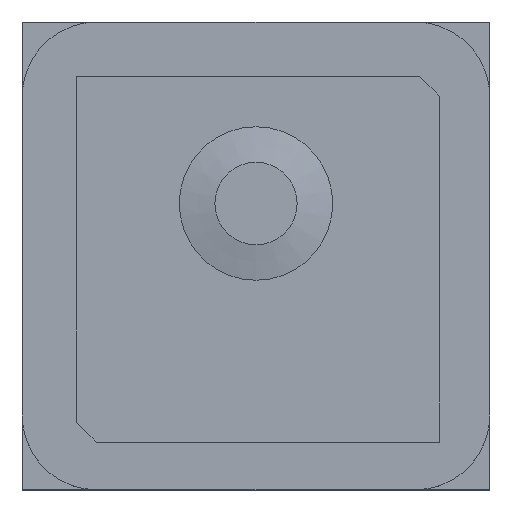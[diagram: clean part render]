
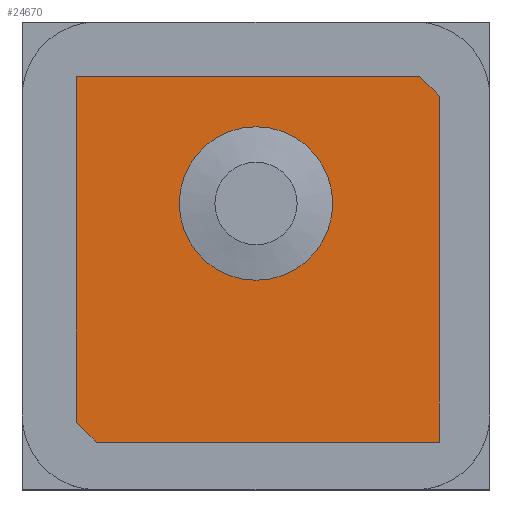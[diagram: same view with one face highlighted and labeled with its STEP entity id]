
A CAD part, top view. The second image highlights one B-rep face of the part: STEP entity #24670.
In plain terms, the highlighted planar face has unit normal (0, 0, 1).
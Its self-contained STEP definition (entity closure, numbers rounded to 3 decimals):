
#23433 = EDGE_CURVE('',#23434,#23436,#23438,.T.);
#23434 = VERTEX_POINT('',#23435);
#23435 = CARTESIAN_POINT('',(9.8,-9.95,6.6));
#23436 = VERTEX_POINT('',#23437);
#23437 = CARTESIAN_POINT('',(-8.539,-9.95,6.6));
#23438 = LINE('',#23439,#23440);
#23439 = CARTESIAN_POINT('',(9.8,-9.95,6.6));
#23440 = VECTOR('',#23441,1.);
#23441 = DIRECTION('',(-1.,0.,0.));
#23443 = EDGE_CURVE('',#23444,#23434,#23446,.T.);
#23444 = VERTEX_POINT('',#23445);
#23445 = CARTESIAN_POINT('',(9.8,8.539,6.6));
#23446 = LINE('',#23447,#23448);
#23447 = CARTESIAN_POINT('',(9.8,8.539,6.6));
#23448 = VECTOR('',#23449,1.);
#23449 = DIRECTION('',(0.,-1.,0.));
#23451 = EDGE_CURVE('',#23452,#23444,#23454,.T.);
#23452 = VERTEX_POINT('',#23453);
#23453 = CARTESIAN_POINT('',(8.739,9.6,6.6));
#23454 = LINE('',#23455,#23456);
#23455 = CARTESIAN_POINT('',(8.739,9.6,6.6));
#23456 = VECTOR('',#23457,1.);
#23457 = DIRECTION('',(0.707,-0.707,0.));
#23459 = EDGE_CURVE('',#23460,#23452,#23462,.T.);
#23460 = VERTEX_POINT('',#23461);
#23461 = CARTESIAN_POINT('',(-9.6,9.6,6.6));
#23462 = LINE('',#23463,#23464);
#23463 = CARTESIAN_POINT('',(-9.6,9.6,6.6));
#23464 = VECTOR('',#23465,1.);
#23465 = DIRECTION('',(1.,0.,0.));
#23467 = EDGE_CURVE('',#23468,#23460,#23470,.T.);
#23468 = VERTEX_POINT('',#23469);
#23469 = CARTESIAN_POINT('',(-9.6,-8.889,6.6));
#23470 = LINE('',#23471,#23472);
#23471 = CARTESIAN_POINT('',(-9.6,-8.889,6.6));
#23472 = VECTOR('',#23473,1.);
#23473 = DIRECTION('',(0.,1.,0.));
#23475 = EDGE_CURVE('',#23468,#23436,#23476,.T.);
#23476 = LINE('',#23477,#23478);
#23477 = CARTESIAN_POINT('',(-9.6,-8.889,6.6));
#23478 = VECTOR('',#23479,1.);
#23479 = DIRECTION('',(0.707,-0.707,0.));
#24670 = ADVANCED_FACE('',(#24671,#24679),#24690,.T.);
#24671 = FACE_BOUND('',#24672,.T.);
#24672 = EDGE_LOOP('',(#24673,#24674,#24675,#24676,#24677,#24678));
#24673 = ORIENTED_EDGE('',*,*,#23467,.F.);
#24674 = ORIENTED_EDGE('',*,*,#23475,.T.);
#24675 = ORIENTED_EDGE('',*,*,#23433,.F.);
#24676 = ORIENTED_EDGE('',*,*,#23443,.F.);
#24677 = ORIENTED_EDGE('',*,*,#23451,.F.);
#24678 = ORIENTED_EDGE('',*,*,#23459,.F.);
#24679 = FACE_BOUND('',#24680,.T.);
#24680 = EDGE_LOOP('',(#24681));
#24681 = ORIENTED_EDGE('',*,*,#24682,.F.);
#24682 = EDGE_CURVE('',#24683,#24683,#24685,.T.);
#24683 = VERTEX_POINT('',#24684);
#24684 = CARTESIAN_POINT('',(0.,-1.3,6.6));
#24685 = CIRCLE('',#24686,4.1);
#24686 = AXIS2_PLACEMENT_3D('',#24687,#24688,#24689);
#24687 = CARTESIAN_POINT('',(0.,2.8,6.6));
#24688 = DIRECTION('',(-0.,0.,1.));
#24689 = DIRECTION('',(0.,-1.,0.));
#24690 = PLANE('',#24691);
#24691 = AXIS2_PLACEMENT_3D('',#24692,#24693,#24694);
#24692 = CARTESIAN_POINT('',(-9.6,-8.889,6.6));
#24693 = DIRECTION('',(0.,0.,1.));
#24694 = DIRECTION('',(1.,0.,0.));
